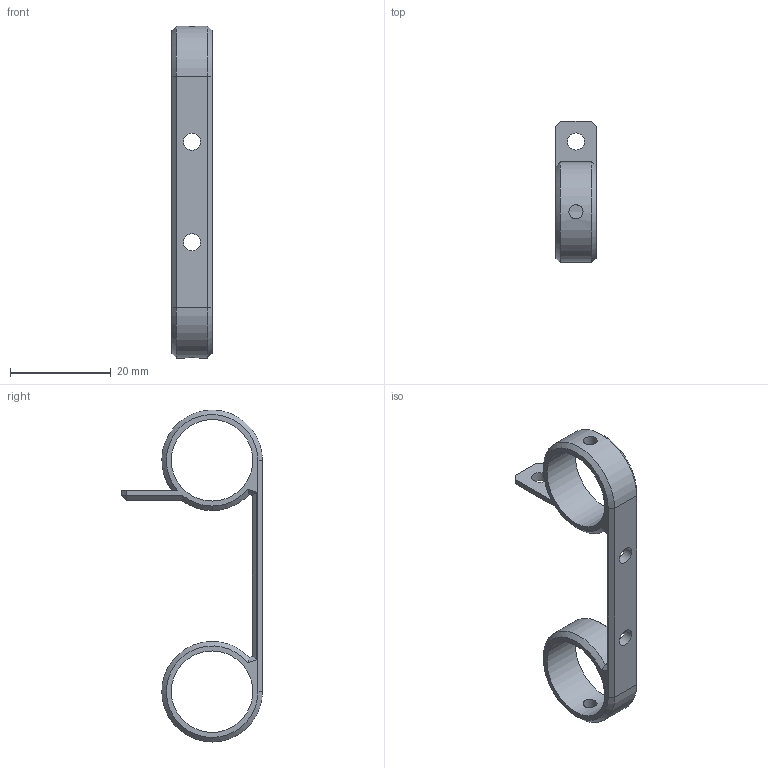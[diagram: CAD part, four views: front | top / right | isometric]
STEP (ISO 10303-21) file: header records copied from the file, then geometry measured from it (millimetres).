
FILE_DESCRIPTION(('FreeCAD Model'),'2;1');
FILE_NAME('Open CASCADE Shape Model','2023-05-02T21:18:25',('Author'),( ''),'Open CASCADE STEP processor 7.5','FreeCAD','Unknown');
FILE_SCHEMA(('AUTOMOTIVE_DESIGN { 1 0 10303 214 1 1 1 1 }'));
Length unit declared in the file: millimetre
Products named in the file (1): lcd.stand.clamp.R
Bounding box: 8 x 28 x 66 mm (x, y, z)
Volume: 2267.8 mm3; surface area: 2931.1 mm2
Topology: 1 solids, 1 shells, 44 faces, 111 edges, 68 vertices
Faces by surface type: plane 21, cone 10, cylinder 10, bspline 3
Full cylindrical faces by diameter (mm): 2.8 x2, 3.4 x3, 16.2 x2
Entity records: 5174 total; most frequent: CARTESIAN_POINT 3014, DIRECTION 368, ORIENTED_EDGE 222, PCURVE 222, DEFINITIONAL_REPRESENTATION 222, LINE 197, VECTOR 197, EDGE_CURVE 111
